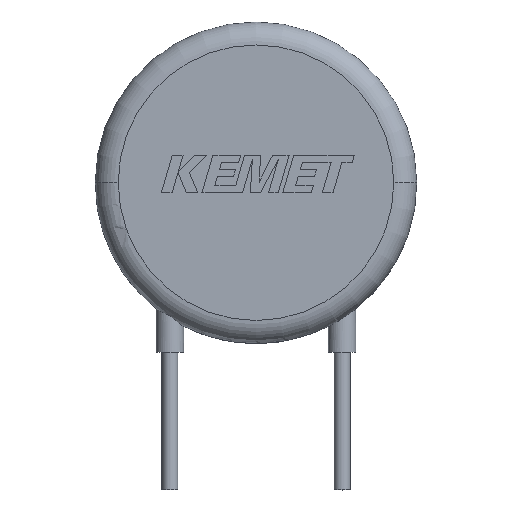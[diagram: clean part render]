
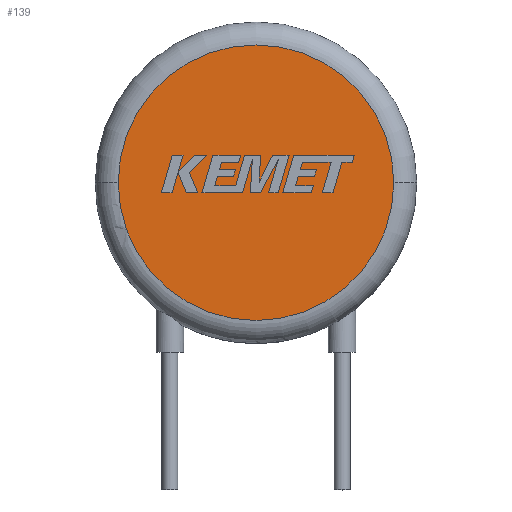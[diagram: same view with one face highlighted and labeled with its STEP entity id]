
A CAD part, top view. The second image highlights one B-rep face of the part: STEP entity #139.
In plain terms, the highlighted planar face has unit normal (0, 0, 1).
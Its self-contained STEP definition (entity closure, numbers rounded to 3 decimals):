
#139 = ADVANCED_FACE ( 'NONE', ( #1837 ), #1876, .T. ) ;
#159 = DIRECTION ( 'NONE',  ( 1., 0., 0. ) ) ;
#396 = AXIS2_PLACEMENT_3D ( 'NONE', #718, #2601, #159 ) ;
#585 = CARTESIAN_POINT ( 'NONE',  ( -6., 0., 5. ) ) ;
#630 = ORIENTED_EDGE ( 'NONE', *, *, #1224, .T. ) ;
#718 = CARTESIAN_POINT ( 'NONE',  ( 0., 0., 5. ) ) ;
#890 = CIRCLE ( 'NONE', #396, 6. ) ;
#965 = EDGE_LOOP ( 'NONE', ( #630, #1300 ) ) ;
#1129 = DIRECTION ( 'NONE',  ( 1., 0., 0. ) ) ;
#1174 = CARTESIAN_POINT ( 'NONE',  ( 0., 0., 5. ) ) ;
#1224 = EDGE_CURVE ( 'NONE', #2341, #3392, #890, .T. ) ;
#1232 = DIRECTION ( 'NONE',  ( 0., 0., 1. ) ) ;
#1233 = CARTESIAN_POINT ( 'NONE',  ( 6., 0., 5. ) ) ;
#1300 = ORIENTED_EDGE ( 'NONE', *, *, #3379, .T. ) ;
#1837 = FACE_OUTER_BOUND ( 'NONE', #965, .T. ) ;
#1876 = PLANE ( 'NONE',  #3131 ) ;
#1977 = CARTESIAN_POINT ( 'NONE',  ( 0., 0., 5. ) ) ;
#2005 = DIRECTION ( 'NONE',  ( 1., 0., 0. ) ) ;
#2271 = DIRECTION ( 'NONE',  ( 0., 0., 1. ) ) ;
#2341 = VERTEX_POINT ( 'NONE', #1233 ) ;
#2601 = DIRECTION ( 'NONE',  ( 0., 0., 1. ) ) ;
#2623 = AXIS2_PLACEMENT_3D ( 'NONE', #1174, #2271, #1129 ) ;
#3131 = AXIS2_PLACEMENT_3D ( 'NONE', #1977, #1232, #2005 ) ;
#3239 = CIRCLE ( 'NONE', #2623, 6. ) ;
#3379 = EDGE_CURVE ( 'NONE', #3392, #2341, #3239, .T. ) ;
#3392 = VERTEX_POINT ( 'NONE', #585 ) ;
